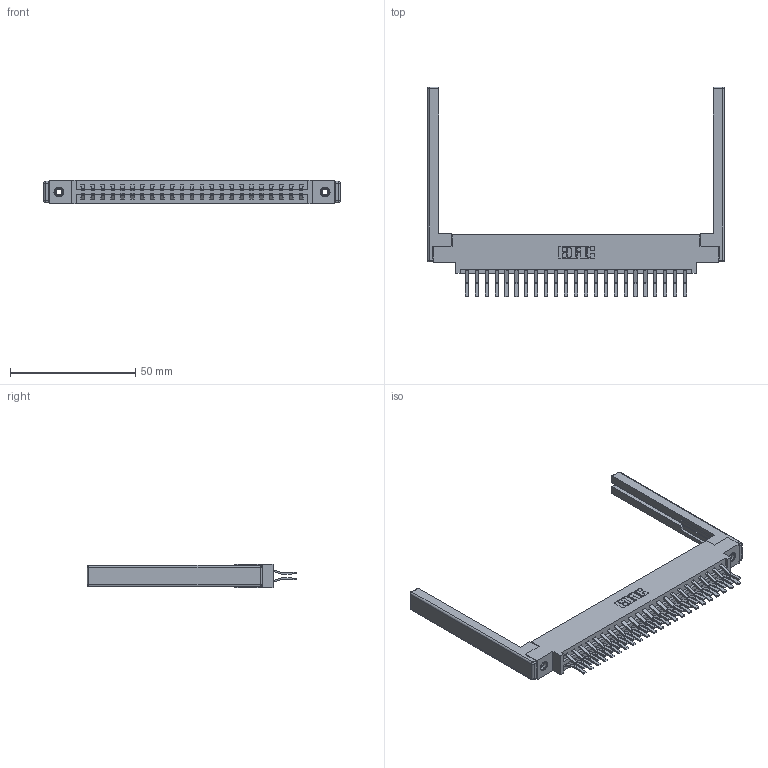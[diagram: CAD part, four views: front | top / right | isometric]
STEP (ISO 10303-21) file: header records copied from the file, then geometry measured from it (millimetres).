
FILE_DESCRIPTION (( 'STEP AP203' ), '1' );
FILE_NAME ('387-046-560-868.STEP', '2019-10-18T08:53:28', ( '' ), ( '' ), 'SwSTEP 2.0', 'SolidWorks 2016', '' );
FILE_SCHEMA (( 'CONFIG_CONTROL_DESIGN' ));
Length unit declared in the file: inch
Products named in the file (5): 387-046-560-868; 337 Part_0.170 Offset - 0.156 Dia-TI; 345-292-001_560 Tail; 307-220-068; 345-250-001_345-250-001-102
Assembly tree (51 placements, depth 2):
  387-046-560-868
    337 Part_0.170 Offset - 0.156 Dia-TI
    345-292-001_560 Tail  x46
    345-250-001_345-250-001-102  x2
    307-220-068  x2
Bounding box: 118.57 x 83.84 x 9.4 mm (x, y, z)
Volume: 16811.4 mm3; surface area: 18878.6 mm2
Topology: 51 solids, 51 shells, 2848 faces, 8395 edges, 5514 vertices
Faces by surface type: plane 1910, cylinder 914, cone 12, sphere 8, torus 4
Entity records: 23270 total; most frequent: CARTESIAN_POINT 3903, ORIENTED_EDGE 3828, DIRECTION 3428, EDGE_CURVE 1914, VECTOR 1732, LINE 1732, VERTEX_POINT 1266, AXIS2_PLACEMENT_3D 848
